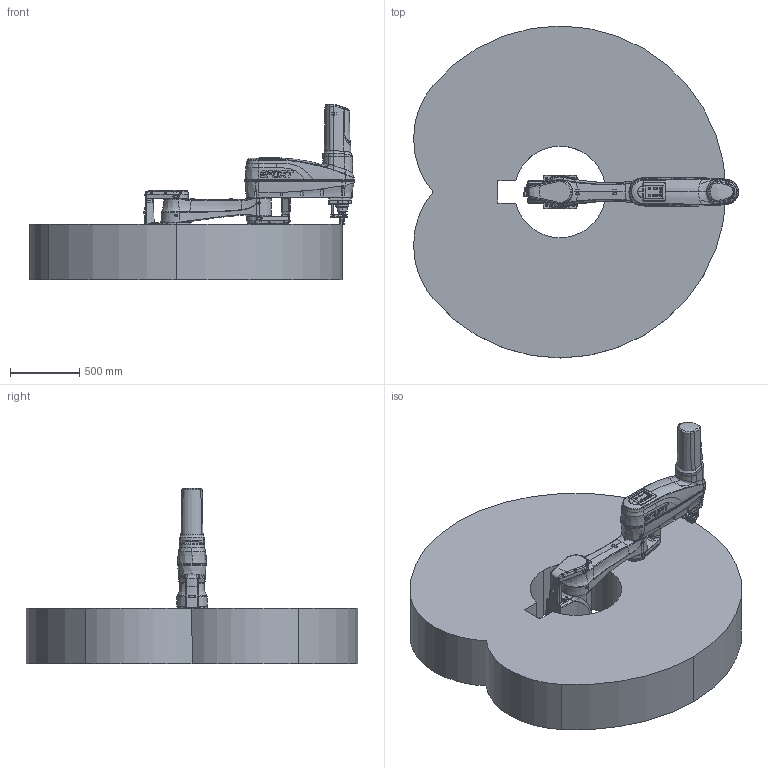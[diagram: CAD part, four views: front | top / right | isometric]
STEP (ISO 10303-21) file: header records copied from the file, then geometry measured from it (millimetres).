
FILE_DESCRIPTION (( 'STEP AP214' ), '1' );
FILE_NAME ('ESR65-1200Z40 机器人数模 V1.2.STEP', '2025-11-04T07:55:54', ( '' ), ( '' ), 'SwSTEP 2.0', 'SolidWorks 2016', '' );
FILE_SCHEMA (( 'AUTOMOTIVE_DESIGN' ));
Length unit declared in the file: millimetre
Products named in the file (9): 复件 丝杆外壳^ESR65-1200Z40 机器人数模-2016 V1.2; 复件 导杆^ESR65-1200Z40 机器人数模-2016 V1.2; 复件 运动范围图^ESR65-1200Z40 机器人数模-2016 V1.2; 复件 小臂^ESR65-1200Z40 机器人数模-2016 V1.2; 复件 丝杆^ESR65-1200Z40 机器人数模-2016 V1.2; 复件 大臂^ESR65-1200Z40 机器人数模-2016 V1.2; ESR65-1200Z40 机器人数模 V1.2; 复件 线缆臂^ESR65-1200Z40 机器人数模-2016 V1.2; 复件 底座^ESR65-1200Z40 机器人数模-2016 V1.2
Assembly tree (9 placements, depth 2):
  ESR65-1200Z40 机器人数模 V1.2
    复件 底座^ESR65-1200Z40 机器人数模-2016 V1.2
    复件 线缆臂^ESR65-1200Z40 机器人数模-2016 V1.2  x2
    复件 大臂^ESR65-1200Z40 机器人数模-2016 V1.2
    复件 丝杆^ESR65-1200Z40 机器人数模-2016 V1.2
    复件 导杆^ESR65-1200Z40 机器人数模-2016 V1.2
    复件 小臂^ESR65-1200Z40 机器人数模-2016 V1.2
    复件 丝杆外壳^ESR65-1200Z40 机器人数模-2016 V1.2
    复件 运动范围图^ESR65-1200Z40 机器人数模-2016 V1.2
Bounding box: 2349.13 x 2400 x 1267.34 mm (x, y, z)
Volume: 1636064717 mm3; surface area: 14818569 mm2
Topology: 18 solids, 55 shells, 3781 faces, 9490 edges, 5945 vertices
Faces by surface type: cylinder 1254, plane 1031, bspline 899, cone 550, torus 47
Entity records: 235158 total; most frequent: CARTESIAN_POINT 132359, ORIENTED_EDGE 17650, DIRECTION 14139, EDGE_CURVE 8833, VERTEX_POINT 5592, AXIS2_PLACEMENT_3D 5403, EDGE_LOOP 3791, ADVANCED_FACE 3537
